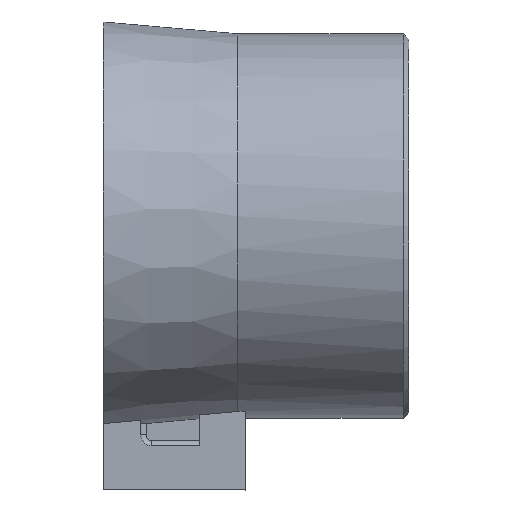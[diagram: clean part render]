
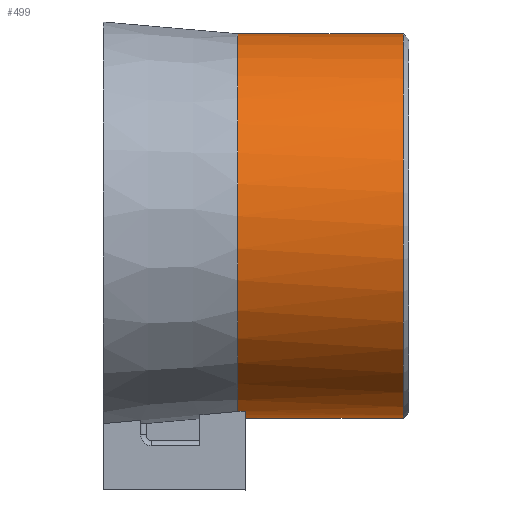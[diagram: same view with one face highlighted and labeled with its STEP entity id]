
A CAD part, top view. The second image highlights one B-rep face of the part: STEP entity #499.
In plain terms, the highlighted cylindrical face has radius 17.5 mm (diameter 35 mm), a partial arc.
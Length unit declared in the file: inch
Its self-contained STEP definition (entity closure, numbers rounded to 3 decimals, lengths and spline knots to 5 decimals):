
#3 = CARTESIAN_POINT ( 'NONE',  ( -0.29803, 0.68898, 0. ) ) ;
#53 = AXIS2_PLACEMENT_3D ( 'NONE', #250, #486, #850 ) ;
#69 = VERTEX_POINT ( 'NONE', #565 ) ;
#80 = DIRECTION ( 'NONE',  ( 0., 0., -1. ) ) ;
#104 = VERTEX_POINT ( 'NONE', #912 ) ;
#106 = CARTESIAN_POINT ( 'NONE',  ( -0.28858, -0.66421, 0.18307 ) ) ;
#119 = B_SPLINE_CURVE_WITH_KNOTS ( 'NONE', 3,
 ( #244, #1511, #106, #596 ),
 .UNSPECIFIED., .F., .F.,
 ( 4, 4 ),
 ( 0., 0.00072 ),
 .UNSPECIFIED. ) ;
#125 = EDGE_CURVE ( 'NONE', #422, #405, #119, .T. ) ;
#205 = DIRECTION ( 'NONE',  ( -1., 0., 0. ) ) ;
#210 = CIRCLE ( 'NONE', #334, 0.68898 ) ;
#214 = CYLINDRICAL_SURFACE ( 'NONE', #455, 0.68898 ) ;
#244 = CARTESIAN_POINT ( 'NONE',  ( -0.26969, -0.66421, 0.18307 ) ) ;
#250 = CARTESIAN_POINT ( 'NONE',  ( -0.29803, 0., 0. ) ) ;
#253 = VECTOR ( 'NONE', #738, 39.37008 ) ;
#327 = CARTESIAN_POINT ( 'NONE',  ( -0.26969, -0.68898, 0. ) ) ;
#334 = AXIS2_PLACEMENT_3D ( 'NONE', #1133, #761, #80 ) ;
#355 = CARTESIAN_POINT ( 'NONE',  ( 0.00847, 0., 0. ) ) ;
#390 = CARTESIAN_POINT ( 'NONE',  ( 0.00847, 0.68898, 0. ) ) ;
#405 = VERTEX_POINT ( 'NONE', #1002 ) ;
#422 = VERTEX_POINT ( 'NONE', #1220 ) ;
#455 = AXIS2_PLACEMENT_3D ( 'NONE', #355, #205, #686 ) ;
#479 = CARTESIAN_POINT ( 'NONE',  ( 0.29528, -0.68898, 0. ) ) ;
#482 = ORIENTED_EDGE ( 'NONE', *, *, #775, .F. ) ;
#486 = DIRECTION ( 'NONE',  ( -1., 0., 0. ) ) ;
#491 = EDGE_LOOP ( 'NONE', ( #482, #1328, #1391, #914, #1087, #709 ) ) ;
#499 = ADVANCED_FACE ( 'NONE', ( #1280 ), #214, .T. ) ;
#529 = EDGE_CURVE ( 'NONE', #104, #1058, #968, .T. ) ;
#565 = CARTESIAN_POINT ( 'NONE',  ( 0.29528, 0.68898, 0. ) ) ;
#581 = EDGE_CURVE ( 'NONE', #405, #1226, #683, .T. ) ;
#596 = CARTESIAN_POINT ( 'NONE',  ( -0.29803, -0.66421, 0.18307 ) ) ;
#673 = CARTESIAN_POINT ( 'NONE',  ( -0.26969, 0., 0. ) ) ;
#683 = CIRCLE ( 'NONE', #53, 0.68898 ) ;
#686 = DIRECTION ( 'NONE',  ( 0., 0., -1. ) ) ;
#709 = ORIENTED_EDGE ( 'NONE', *, *, #125, .F. ) ;
#722 = DIRECTION ( 'NONE',  ( 0., 0., 1. ) ) ;
#738 = DIRECTION ( 'NONE',  ( 1., 0., 0. ) ) ;
#761 = DIRECTION ( 'NONE',  ( 1., 0., 0. ) ) ;
#775 = EDGE_CURVE ( 'NONE', #1058, #422, #1349, .T. ) ;
#850 = DIRECTION ( 'NONE',  ( 0., 0., -1. ) ) ;
#912 = CARTESIAN_POINT ( 'NONE',  ( 0.29528, -0.68898, 0. ) ) ;
#914 = ORIENTED_EDGE ( 'NONE', *, *, #1013, .F. ) ;
#968 = LINE ( 'NONE', #479, #1165 ) ;
#1002 = CARTESIAN_POINT ( 'NONE',  ( -0.29803, -0.66421, 0.18307 ) ) ;
#1013 = EDGE_CURVE ( 'NONE', #1226, #69, #1439, .T. ) ;
#1058 = VERTEX_POINT ( 'NONE', #327 ) ;
#1087 = ORIENTED_EDGE ( 'NONE', *, *, #581, .F. ) ;
#1133 = CARTESIAN_POINT ( 'NONE',  ( 0.29528, 0., 0. ) ) ;
#1137 = DIRECTION ( 'NONE',  ( -1., 0., 0. ) ) ;
#1165 = VECTOR ( 'NONE', #1442, 39.37008 ) ;
#1220 = CARTESIAN_POINT ( 'NONE',  ( -0.26969, -0.66421, 0.18307 ) ) ;
#1226 = VERTEX_POINT ( 'NONE', #3 ) ;
#1280 = FACE_OUTER_BOUND ( 'NONE', #491, .T. ) ;
#1301 = AXIS2_PLACEMENT_3D ( 'NONE', #673, #1137, #722 ) ;
#1328 = ORIENTED_EDGE ( 'NONE', *, *, #529, .F. ) ;
#1349 = CIRCLE ( 'NONE', #1301, 0.68898 ) ;
#1391 = ORIENTED_EDGE ( 'NONE', *, *, #1500, .F. ) ;
#1439 = LINE ( 'NONE', #390, #253 ) ;
#1442 = DIRECTION ( 'NONE',  ( -1., 0., 0. ) ) ;
#1500 = EDGE_CURVE ( 'NONE', #69, #104, #210, .T. ) ;
#1511 = CARTESIAN_POINT ( 'NONE',  ( -0.27913, -0.66421, 0.18307 ) ) ;
